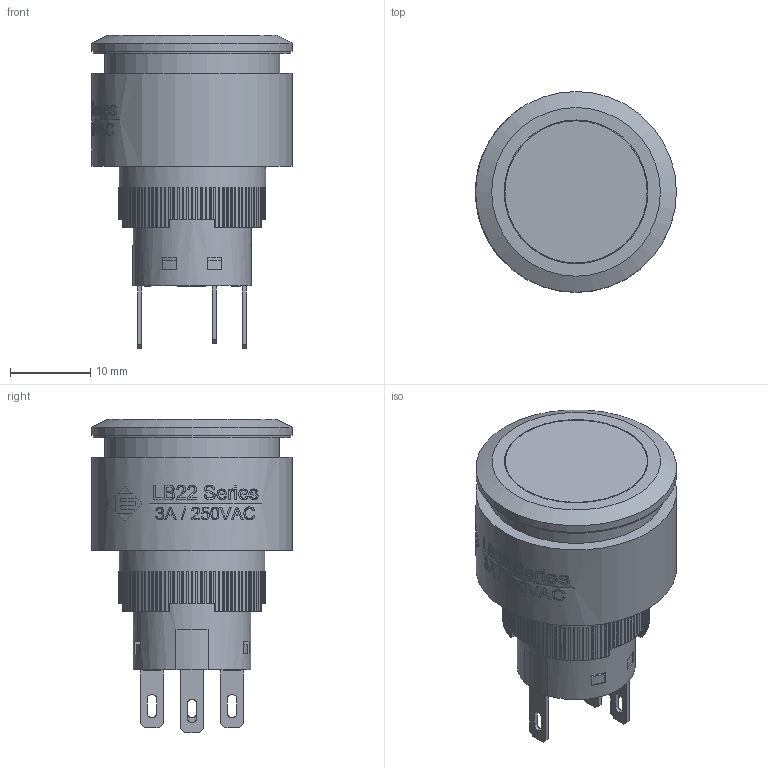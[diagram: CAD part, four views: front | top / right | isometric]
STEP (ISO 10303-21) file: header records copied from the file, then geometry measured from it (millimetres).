
FILE_DESCRIPTION(/* description */ (''),/* implementation_level */ '2;1');
FILE_NAME(/* name */ 'LB22F2Bxx1xx.stp',/* time_stamp */ '2024-02-08T13:40:27-06:00',/* author */ ('mroman'),/* organization */ (''),/* preprocessor_version */ 'ST-DEVELOPER v18.1',/* originating_system */ 'Autodesk Inventor 2020',/* authorisation */ '');
FILE_SCHEMA (('AUTOMOTIVE_DESIGN { 1 0 10303 214 3 1 1 }'));
Length unit declared in the file: millimetre
Products named in the file (1): LB22F23xx1xx
Bounding box: 25.01 x 25 x 38.99 mm (x, y, z)
Volume: 6751.7 mm3; surface area: 8530.6 mm2
Topology: 2 solids, 2 shells, 997 faces, 2840 edges, 1893 vertices
Faces by surface type: plane 714, bspline 185, cylinder 89, torus 6, cone 3
Full cylindrical faces by diameter (mm): 13.3 x1, 13.394 x1, 14.7 x1, 15.3 x1, 16 x1, 16.1 x1, 16.12 x2, 16.2 x2, 16.4 x1, 17.9 x1, 17.904 x1, 18.3 x1, 21.8 x1, 22.1 x1, 24.6 x1, 25 x2
Entity records: 37374 total; most frequent: CARTESIAN_POINT 12013, ORIENTED_EDGE 5680, DIRECTION 4661, EDGE_CURVE 2840, VERTEX_POINT 1893, LINE 1861, VECTOR 1861, AXIS2_PLACEMENT_3D 1400
